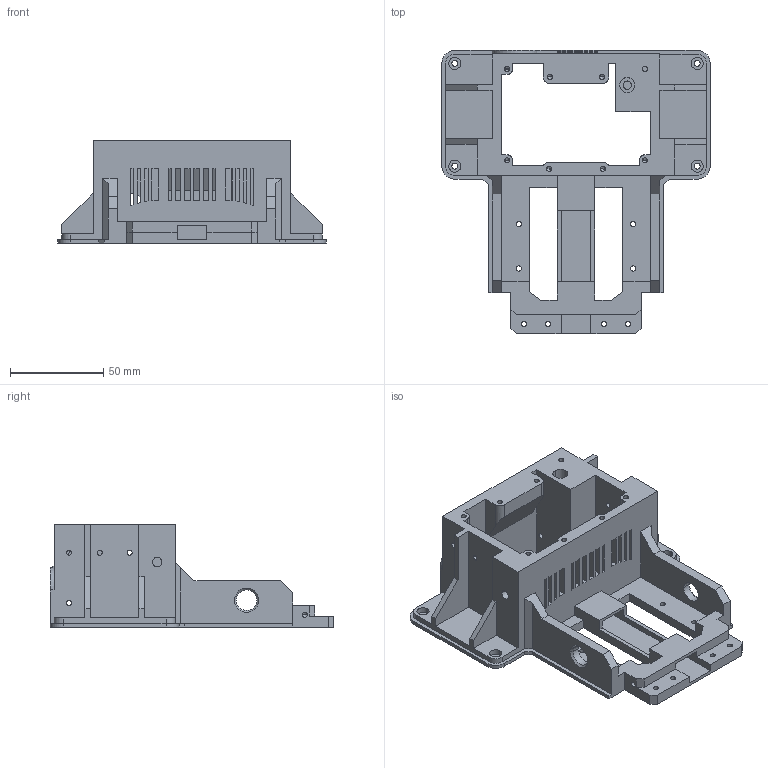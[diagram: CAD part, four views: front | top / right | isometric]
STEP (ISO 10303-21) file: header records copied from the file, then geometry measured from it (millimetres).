
FILE_DESCRIPTION (( 'STEP AP203' ), '1' );
FILE_NAME ('1Z z-axis drive housing-body.STEP', '2018-03-09T05:31:38', ( '' ), ( '' ), 'SwSTEP 2.0', 'SolidWorks 2017', '' );
FILE_SCHEMA (( 'CONFIG_CONTROL_DESIGN' ));
Length unit declared in the file: millimetre
Products named in the file (1): 1Z z-axis drive housing-body
Bounding box: 144 x 152.13 x 55 mm (x, y, z)
Volume: 189794.7 mm3; surface area: 77427.3 mm2
Topology: 1 solids, 1 shells, 322 faces, 938 edges, 608 vertices
Faces by surface type: plane 179, cylinder 103, cone 22, bspline 18
Entity records: 14723 total; most frequent: CARTESIAN_POINT 6103, ORIENTED_EDGE 1840, DIRECTION 1663, EDGE_CURVE 920, LINE 641, VECTOR 641, VERTEX_POINT 608, AXIS2_PLACEMENT_3D 511
